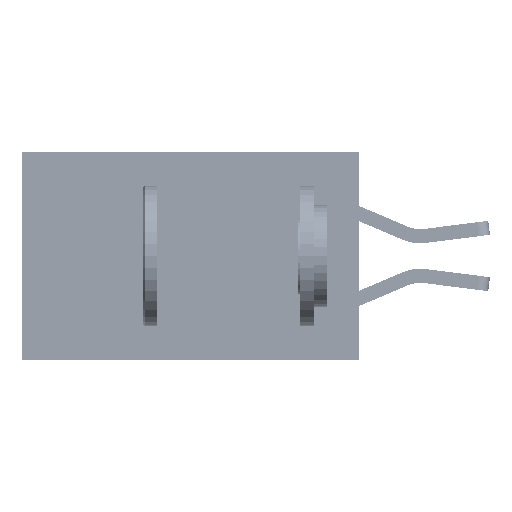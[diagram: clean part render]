
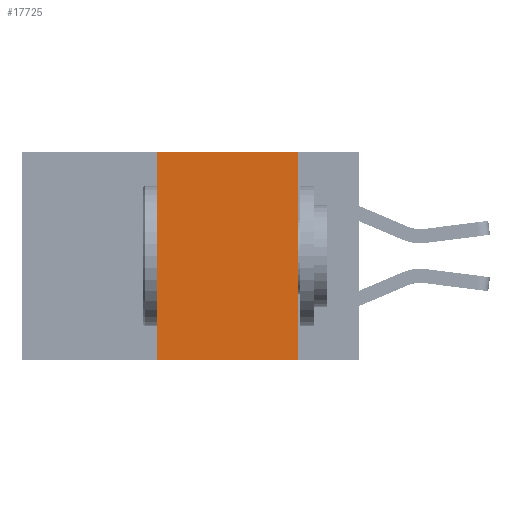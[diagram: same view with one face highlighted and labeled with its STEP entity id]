
A CAD part, left-side view. The second image highlights one B-rep face of the part: STEP entity #17725.
In plain terms, the highlighted planar face has unit normal (-1, 0, 0).
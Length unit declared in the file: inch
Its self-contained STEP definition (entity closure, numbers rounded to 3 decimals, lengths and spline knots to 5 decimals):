
#1122 = CARTESIAN_POINT ( 'NONE',  ( 0., 0.6, 0. ) ) ;
#1281 = DIRECTION ( 'NONE',  ( 0., -1., 0. ) ) ;
#3561 = CARTESIAN_POINT ( 'NONE',  ( 0., 0.6, -0.37 ) ) ;
#3655 = CARTESIAN_POINT ( 'NONE',  ( 0., 0.11, 0. ) ) ;
#4283 = CARTESIAN_POINT ( 'NONE',  ( 0., 0.11, -0.37 ) ) ;
#5007 = PLANE ( 'NONE',  #46715 ) ;
#8598 = CARTESIAN_POINT ( 'NONE',  ( 0., 0.6, 0. ) ) ;
#10681 = LINE ( 'NONE', #3561, #18873 ) ;
#12705 = EDGE_LOOP ( 'NONE', ( #19208, #19944, #18670, #35272 ) ) ;
#16154 = FACE_OUTER_BOUND ( 'NONE', #12705, .T. ) ;
#17725 = ADVANCED_FACE ( 'NONE', ( #16154 ), #5007, .F. ) ;
#17843 = DIRECTION ( 'NONE',  ( 0., 0., 1. ) ) ;
#18534 = EDGE_CURVE ( 'NONE', #44648, #36456, #29556, .T. ) ;
#18670 = ORIENTED_EDGE ( 'NONE', *, *, #18534, .F. ) ;
#18873 = VECTOR ( 'NONE', #41139, 39.37008 ) ;
#18935 = LINE ( 'NONE', #3655, #32426 ) ;
#19208 = ORIENTED_EDGE ( 'NONE', *, *, #40604, .F. ) ;
#19944 = ORIENTED_EDGE ( 'NONE', *, *, #34997, .F. ) ;
#23455 = VERTEX_POINT ( 'NONE', #4283 ) ;
#23542 = VECTOR ( 'NONE', #1281, 39.37008 ) ;
#25241 = CARTESIAN_POINT ( 'NONE',  ( 0., 0.36, 0. ) ) ;
#25675 = CARTESIAN_POINT ( 'NONE',  ( 0., 0.11, 0. ) ) ;
#27972 = CARTESIAN_POINT ( 'NONE',  ( 0., 0.36, -0.37 ) ) ;
#29556 = LINE ( 'NONE', #25241, #43535 ) ;
#29599 = CARTESIAN_POINT ( 'NONE',  ( 0., 0.36, 0. ) ) ;
#32426 = VECTOR ( 'NONE', #44184, 39.37008 ) ;
#32907 = VERTEX_POINT ( 'NONE', #25675 ) ;
#34641 = EDGE_CURVE ( 'NONE', #44648, #23455, #10681, .T. ) ;
#34960 = DIRECTION ( 'NONE',  ( 1., 0., 0. ) ) ;
#34997 = EDGE_CURVE ( 'NONE', #36456, #32907, #35261, .T. ) ;
#35261 = LINE ( 'NONE', #8598, #23542 ) ;
#35272 = ORIENTED_EDGE ( 'NONE', *, *, #34641, .T. ) ;
#36456 = VERTEX_POINT ( 'NONE', #29599 ) ;
#40604 = EDGE_CURVE ( 'NONE', #32907, #23455, #18935, .T. ) ;
#41139 = DIRECTION ( 'NONE',  ( 0., -1., 0. ) ) ;
#43535 = VECTOR ( 'NONE', #17843, 39.37008 ) ;
#44184 = DIRECTION ( 'NONE',  ( 0., 0., -1. ) ) ;
#44648 = VERTEX_POINT ( 'NONE', #27972 ) ;
#46183 = DIRECTION ( 'NONE',  ( 0., 0., -1. ) ) ;
#46715 = AXIS2_PLACEMENT_3D ( 'NONE', #1122, #34960, #46183 ) ;
